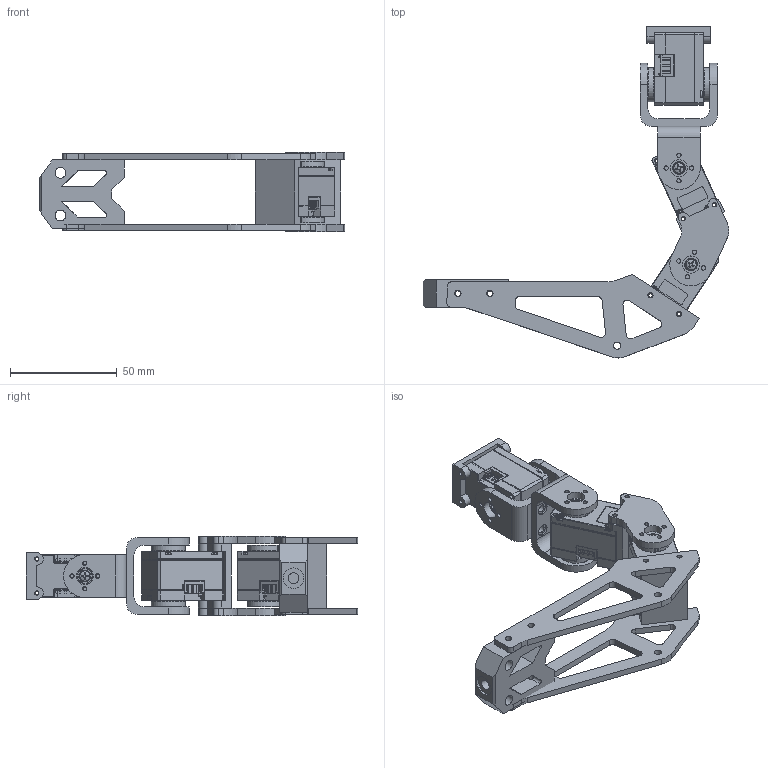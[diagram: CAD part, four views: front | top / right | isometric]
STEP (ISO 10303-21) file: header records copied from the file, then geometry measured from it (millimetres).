
FILE_DESCRIPTION(/* description */ (''),/* implementation_level */ '2;1');
FILE_NAME(/* name */ 'Assembly3.stp',/* time_stamp */ '2024-06-02T17:16:52-04:00',/* author */ ('Hemant'),/* organization */ (''),/* preprocessor_version */ 'ST-DEVELOPER v19.2',/* originating_system */ 'Autodesk Inventor 2024',/* authorisation */ '');
FILE_SCHEMA (('AUTOMOTIVE_DESIGN { 1 0 10303 214 3 1 1 }'));
Length unit declared in the file: millimetre
Products named in the file (17): Assembly3; Motor_Bracket; Tibia_Femur_Connect; DC15_A01_DUMMY_ASSY_IDLE_ASM; DC15_A01_CASE_M_DUMMY; DC15_A01_CASE_F_DUMMY; DC15_A01_CASE_B_DUMMY; DC15_A01_HORN_DUMMY; DC15_A01_LED_CAP2_DUMMY; PHS_1_7X20_5_DC10; DC15_A01_HORN_IDLE2_DUMMY; DC15_A01_IDLE_CAP_DUMMY; BTS2_M2_6X8; B3B-EH; Tibia; Foot; Motor_Base
Assembly tree (28 placements, depth 3):
  Assembly3
    DC15_A01_DUMMY_ASSY_IDLE_ASM  x3
      DC15_A01_CASE_M_DUMMY
      DC15_A01_CASE_F_DUMMY
      DC15_A01_CASE_B_DUMMY
      DC15_A01_HORN_DUMMY
      DC15_A01_LED_CAP2_DUMMY
      PHS_1_7X20_5_DC10
      BTS2_M2_6X8
      DC15_A01_HORN_IDLE2_DUMMY
      DC15_A01_IDLE_CAP_DUMMY
      B3B-EH
    Motor_Bracket  x2
    Motor_Base  x3
    Tibia_Femur_Connect  x2
    Tibia  x2
    Foot
Bounding box: 143.22 x 155.37 x 37 mm (x, y, z)
Volume: 93139.7 mm3; surface area: 68072.9 mm2
Topology: 55 solids, 73 shells, 2193 faces, 5598 edges, 3668 vertices
Faces by surface type: plane 1482, cylinder 573, cone 90, torus 30, sphere 18
Full cylindrical faces by diameter (mm): 1.4 x36, 1.6 x48, 1.7 x12, 1.8 x12, 2 x64, 2.15 x6, 2.2 x6, 2.4 x4, 2.5 x1, 2.6 x9, 2.8 x3, 3 x4, 3.4 x2, 3.5 x8, 4.8 x3, 5 x15, 5.2 x3, 5.5 x8, 5.6 x6, 6 x3, 6.5 x3, 6.7 x3, 6.8 x3, 7.2 x3, 7.8 x3, 8 x6, 9.6 x1, 10 x6, 14 x6, 16 x3
Entity records: 20137 total; most frequent: CARTESIAN_POINT 3496, DIRECTION 3361, ORIENTED_EDGE 3224, EDGE_CURVE 1614, LINE 1159, VECTOR 1159, AXIS2_PLACEMENT_3D 1101, VERTEX_POINT 1055
